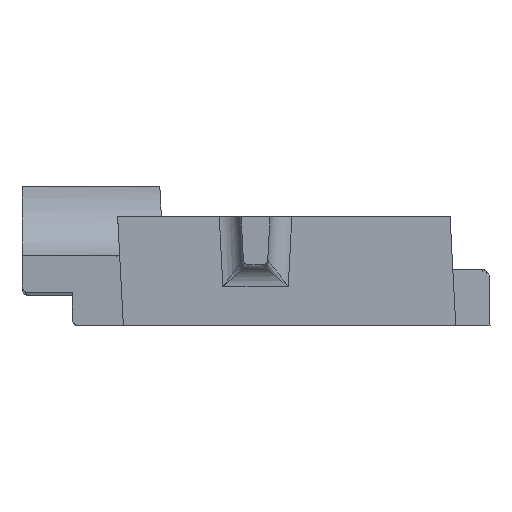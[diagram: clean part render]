
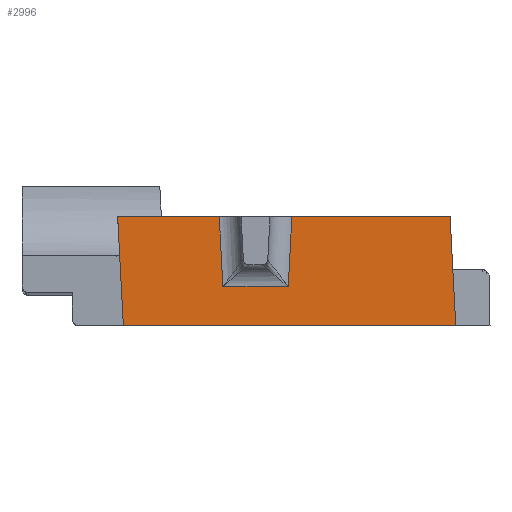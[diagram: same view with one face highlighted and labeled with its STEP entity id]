
A CAD part, left-side view. The second image highlights one B-rep face of the part: STEP entity #2996.
In plain terms, the highlighted planar face has unit normal (-1, 0, -0.018).
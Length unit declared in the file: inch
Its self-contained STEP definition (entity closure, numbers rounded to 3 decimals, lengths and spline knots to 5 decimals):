
#35 = CARTESIAN_POINT ( 'NONE',  ( -0.30931, 0.32923, -0.12559 ) ) ;
#129 = VERTEX_POINT ( 'NONE', #3272 ) ;
#167 = DIRECTION ( 'NONE',  ( 0., -1., 0. ) ) ;
#168 = CARTESIAN_POINT ( 'NONE',  ( -0.31102, 0.03514, -0.02756 ) ) ;
#221 = ORIENTED_EDGE ( 'NONE', *, *, #3155, .F. ) ;
#262 = EDGE_CURVE ( 'NONE', #2231, #2939, #314, .T. ) ;
#266 = EDGE_LOOP ( 'NONE', ( #785, #2225, #946, #1189, #221, #621, #1676, #501 ) ) ;
#297 = PLANE ( 'NONE',  #506 ) ;
#314 = LINE ( 'NONE', #2207, #1811 ) ;
#365 = DIRECTION ( 'NONE',  ( 0.017, 0.052, -0.998 ) ) ;
#423 = EDGE_CURVE ( 'NONE', #129, #1009, #1532, .T. ) ;
#501 = ORIENTED_EDGE ( 'NONE', *, *, #1541, .F. ) ;
#506 = AXIS2_PLACEMENT_3D ( 'NONE', #843, #2518, #856 ) ;
#621 = ORIENTED_EDGE ( 'NONE', *, *, #1050, .F. ) ;
#633 = CARTESIAN_POINT ( 'NONE',  ( -0.31099, 0.03504, -0.02939 ) ) ;
#646 = VECTOR ( 'NONE', #654, 39.37008 ) ;
#654 = DIRECTION ( 'NONE',  ( -0.017, 0.052, 0.998 ) ) ;
#711 = CARTESIAN_POINT ( 'NONE',  ( -0.30931, 0., -0.12559 ) ) ;
#785 = ORIENTED_EDGE ( 'NONE', *, *, #262, .T. ) ;
#843 = CARTESIAN_POINT ( 'NONE',  ( -0.31102, 0., -0.02756 ) ) ;
#856 = DIRECTION ( 'NONE',  ( -0.017, 0., 1. ) ) ;
#946 = ORIENTED_EDGE ( 'NONE', *, *, #423, .T. ) ;
#1009 = VERTEX_POINT ( 'NONE', #1297 ) ;
#1050 = EDGE_CURVE ( 'NONE', #3431, #1391, #1992, .T. ) ;
#1051 = CARTESIAN_POINT ( 'NONE',  ( -0.30931, 0.03, -0.12559 ) ) ;
#1189 = ORIENTED_EDGE ( 'NONE', *, *, #2102, .T. ) ;
#1297 = CARTESIAN_POINT ( 'NONE',  ( -0.30993, 0.23965, -0.09021 ) ) ;
#1303 = DIRECTION ( 'NONE',  ( -0.017, 0.052, 0.998 ) ) ;
#1380 = VECTOR ( 'NONE', #365, 39.37008 ) ;
#1391 = VERTEX_POINT ( 'NONE', #3278 ) ;
#1532 = LINE ( 'NONE', #3625, #2858 ) ;
#1541 = EDGE_CURVE ( 'NONE', #2231, #3240, #3124, .T. ) ;
#1542 = DIRECTION ( 'NONE',  ( 0., -1., 0. ) ) ;
#1642 = DIRECTION ( 'NONE',  ( 0., 1., 0. ) ) ;
#1659 = EDGE_CURVE ( 'NONE', #3431, #3240, #3529, .T. ) ;
#1676 = ORIENTED_EDGE ( 'NONE', *, *, #1659, .T. ) ;
#1811 = VECTOR ( 'NONE', #1642, 39.37008 ) ;
#1992 = LINE ( 'NONE', #2152, #3301 ) ;
#2086 = EDGE_CURVE ( 'NONE', #2939, #129, #2295, .T. ) ;
#2102 = EDGE_CURVE ( 'NONE', #1009, #2457, #2135, .T. ) ;
#2115 = CARTESIAN_POINT ( 'NONE',  ( -0.31102, 0., -0.02756 ) ) ;
#2135 = LINE ( 'NONE', #2896, #646 ) ;
#2152 = CARTESIAN_POINT ( 'NONE',  ( -0.31072, 0.33345, -0.04503 ) ) ;
#2207 = CARTESIAN_POINT ( 'NONE',  ( -0.31102, 0., -0.02756 ) ) ;
#2225 = ORIENTED_EDGE ( 'NONE', *, *, #2086, .T. ) ;
#2231 = VERTEX_POINT ( 'NONE', #168 ) ;
#2295 = LINE ( 'NONE', #3461, #1380 ) ;
#2332 = CARTESIAN_POINT ( 'NONE',  ( -0.31102, 0.17754, -0.02756 ) ) ;
#2457 = VERTEX_POINT ( 'NONE', #2536 ) ;
#2518 = DIRECTION ( 'NONE',  ( -1., 0., -0.017 ) ) ;
#2536 = CARTESIAN_POINT ( 'NONE',  ( -0.31102, 0.24293, -0.02756 ) ) ;
#2683 = LINE ( 'NONE', #2115, #3439 ) ;
#2858 = VECTOR ( 'NONE', #3045, 39.37008 ) ;
#2869 = DIRECTION ( 'NONE',  ( 0.017, -0.052, -0.998 ) ) ;
#2896 = CARTESIAN_POINT ( 'NONE',  ( -0.3108, 0.24227, -0.04025 ) ) ;
#2939 = VERTEX_POINT ( 'NONE', #2332 ) ;
#2996 = ADVANCED_FACE ( 'NONE', ( #3212 ), #297, .T. ) ;
#3034 = VECTOR ( 'NONE', #2869, 39.37008 ) ;
#3045 = DIRECTION ( 'NONE',  ( 0., 1., 0. ) ) ;
#3124 = LINE ( 'NONE', #633, #3034 ) ;
#3155 = EDGE_CURVE ( 'NONE', #1391, #2457, #2683, .T. ) ;
#3212 = FACE_OUTER_BOUND ( 'NONE', #266, .T. ) ;
#3240 = VERTEX_POINT ( 'NONE', #1051 ) ;
#3272 = CARTESIAN_POINT ( 'NONE',  ( -0.30993, 0.18083, -0.09021 ) ) ;
#3278 = CARTESIAN_POINT ( 'NONE',  ( -0.31102, 0.33437, -0.02756 ) ) ;
#3301 = VECTOR ( 'NONE', #1303, 39.37008 ) ;
#3431 = VERTEX_POINT ( 'NONE', #35 ) ;
#3439 = VECTOR ( 'NONE', #167, 39.37008 ) ;
#3441 = VECTOR ( 'NONE', #1542, 39.37008 ) ;
#3461 = CARTESIAN_POINT ( 'NONE',  ( -0.31025, 0.17987, -0.0719 ) ) ;
#3529 = LINE ( 'NONE', #711, #3441 ) ;
#3625 = CARTESIAN_POINT ( 'NONE',  ( -0.30993, 0.22097, -0.09021 ) ) ;
